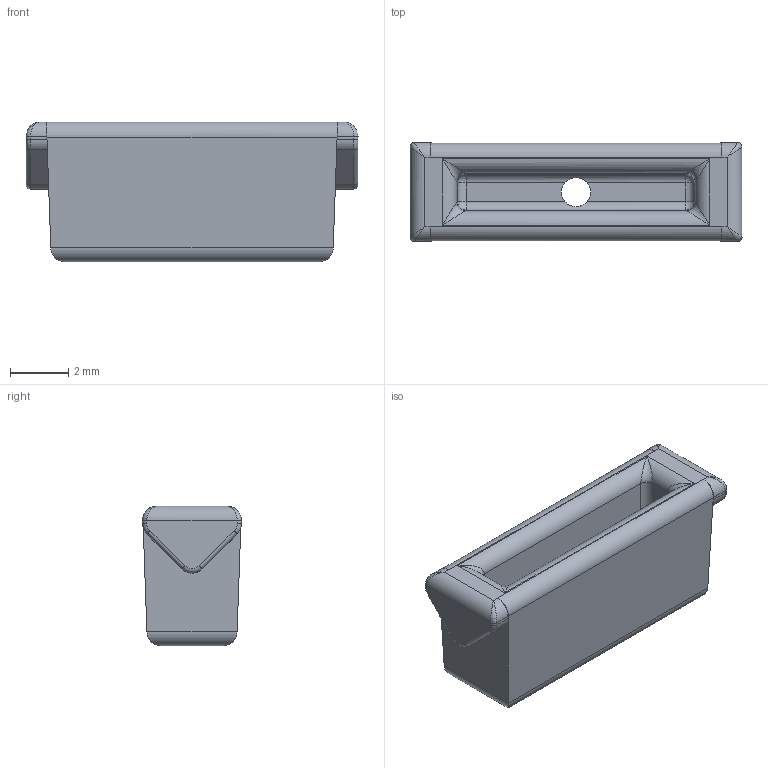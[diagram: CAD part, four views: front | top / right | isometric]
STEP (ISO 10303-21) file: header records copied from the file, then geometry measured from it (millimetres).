
FILE_DESCRIPTION(('STEP AP214'),'1');
FILE_NAME('cctmp_1EAC4D4A-311C-4712-8C85-2C8C48C91DA7_2020_1_10_11_11_59_77..stp','2020-01-10T10:11:59',('Bosch Rexroth AG'),('CADClick - www.CADClick.com'),'Spatial InterOp 3D',' ','unknown authorization - (Healing Option Enabled)');
FILE_SCHEMA(('AUTOMOTIVE_DESIGN'));
Length unit declared in the file: millimetre
Products named in the file (1): 2020_01_10__11-11-59-077
Bounding box: 11.4 x 3.4 x 4.8 mm (x, y, z)
Volume: 117.2 mm3; surface area: 254.6 mm2
Topology: 1 solids, 1 shells, 88 faces, 208 edges, 114 vertices
Faces by surface type: cylinder 40, plane 26, torus 10, bspline 8, sphere 4
Entity records: 10851 total; most frequent: CARTESIAN_POINT 8204, ORIENTED_EDGE 400, DIRECTION 398, EDGE_CURVE 200, AXIS2_PLACEMENT_3D 151, VERTEX_POINT 114, LINE 96, VECTOR 96
